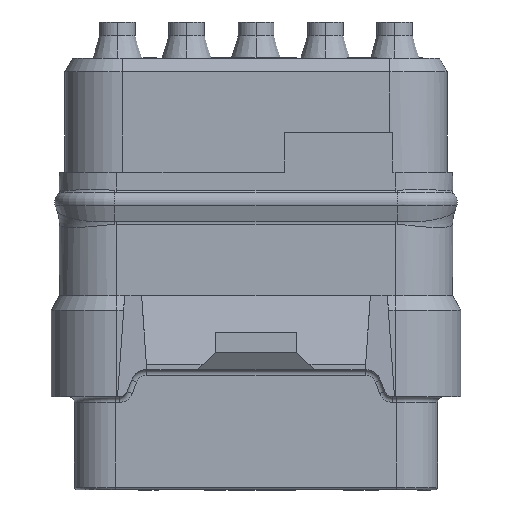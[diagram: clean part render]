
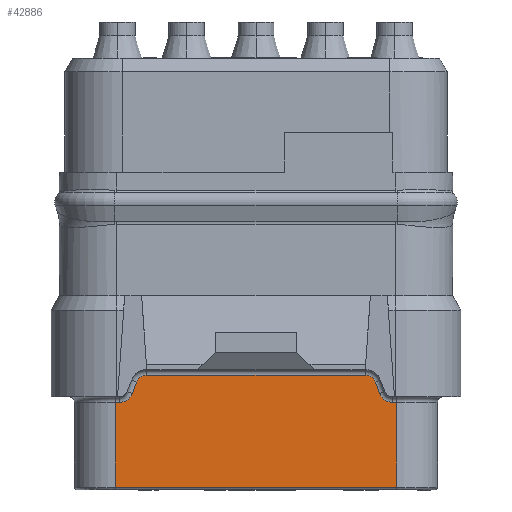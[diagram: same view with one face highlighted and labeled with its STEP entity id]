
A CAD part, front view. The second image highlights one B-rep face of the part: STEP entity #42886.
In plain terms, the highlighted planar face has unit normal (0, -1, 0).
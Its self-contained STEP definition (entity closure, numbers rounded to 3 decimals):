
#2779=DIRECTION('',(-1.,0.,0.));
#2780=VECTOR('',#2779,0.15);
#2781=CARTESIAN_POINT('',(5.15,-5.775,-8.43));
#2782=LINE('',#2781,#2780);
#2783=DIRECTION('',(0.,0.,-1.));
#2784=VECTOR('',#2783,3.11);
#2785=CARTESIAN_POINT('',(5.15,-5.775,-8.43));
#2786=LINE('',#2785,#2784);
#2787=DIRECTION('',(-1.,0.,0.));
#2788=VECTOR('',#2787,0.15);
#2789=CARTESIAN_POINT('',(-5.,-5.775,-8.43));
#2790=LINE('',#2789,#2788);
#2791=CARTESIAN_POINT('',(-5.,-5.775,-7.93));
#2792=DIRECTION('',(0.,1.,0.));
#2793=DIRECTION('',(0.935,0.,-0.354));
#2794=AXIS2_PLACEMENT_3D('',#2791,#2792,#2793);
#2796=DIRECTION('',(-0.354,0.,-0.935));
#2797=VECTOR('',#2796,0.447);
#2798=CARTESIAN_POINT('',(-4.374,-5.775,-7.689));
#2799=LINE('',#2798,#2797);
#2800=CARTESIAN_POINT('',(-4.,-5.775,-7.83));
#2801=DIRECTION('',(0.,-1.,0.));
#2802=DIRECTION('',(0.,0.,1.));
#2803=AXIS2_PLACEMENT_3D('',#2800,#2801,#2802);
#2805=DIRECTION('',(-1.,0.,0.));
#2806=VECTOR('',#2805,8.);
#2807=CARTESIAN_POINT('',(4.,-5.775,-7.43));
#2808=LINE('',#2807,#2806);
#2809=CARTESIAN_POINT('',(4.,-5.775,-7.83));
#2810=DIRECTION('',(0.,-1.,0.));
#2811=DIRECTION('',(0.935,0.,0.354));
#2812=AXIS2_PLACEMENT_3D('',#2809,#2810,#2811);
#2814=DIRECTION('',(-0.354,0.,0.935));
#2815=VECTOR('',#2814,0.447);
#2816=CARTESIAN_POINT('',(4.532,-5.775,-8.107));
#2817=LINE('',#2816,#2815);
#2818=CARTESIAN_POINT('',(5.,-5.775,-7.93));
#2819=DIRECTION('',(0.,1.,0.));
#2820=DIRECTION('',(0.,0.,-1.));
#2821=AXIS2_PLACEMENT_3D('',#2818,#2819,#2820);
#2915=DIRECTION('',(0.,0.,-1.));
#2916=VECTOR('',#2915,3.11);
#2917=CARTESIAN_POINT('',(-5.15,-5.775,-8.43));
#2918=LINE('',#2917,#2916);
#4562=DIRECTION('',(-1.,0.,0.));
#4563=VECTOR('',#4562,10.3);
#4564=CARTESIAN_POINT('',(5.15,-5.775,-11.54));
#4565=LINE('',#4564,#4563);
#30404=CARTESIAN_POINT('',(5.15,-5.775,-11.54));
#30405=VERTEX_POINT('',#30404);
#30406=CARTESIAN_POINT('',(-5.15,-5.775,-11.54));
#30407=VERTEX_POINT('',#30406);
#33484=CARTESIAN_POINT('',(5.15,-5.775,-8.43));
#33485=CARTESIAN_POINT('',(5.,-5.775,-8.43));
#33486=VERTEX_POINT('',#33484);
#33487=VERTEX_POINT('',#33485);
#33490=CARTESIAN_POINT('',(4.532,-5.775,-8.107));
#33491=VERTEX_POINT('',#33490);
#33494=CARTESIAN_POINT('',(4.374,-5.775,-7.689));
#33495=VERTEX_POINT('',#33494);
#33496=CARTESIAN_POINT('',(4.,-5.775,-7.43));
#33497=VERTEX_POINT('',#33496);
#33498=CARTESIAN_POINT('',(-4.,-5.775,-7.43));
#33499=VERTEX_POINT('',#33498);
#33500=CARTESIAN_POINT('',(-4.374,-5.775,-7.689));
#33501=VERTEX_POINT('',#33500);
#33506=CARTESIAN_POINT('',(-4.532,-5.775,-8.107));
#33507=VERTEX_POINT('',#33506);
#33510=CARTESIAN_POINT('',(-5.,-5.775,-8.43));
#33511=VERTEX_POINT('',#33510);
#33514=CARTESIAN_POINT('',(-5.15,-5.775,-8.43));
#33515=VERTEX_POINT('',#33514);
#42864=CARTESIAN_POINT('',(5.15,-5.775,-8.23));
#42865=DIRECTION('',(0.,-1.,0.));
#42866=DIRECTION('',(-1.,0.,0.));
#42867=AXIS2_PLACEMENT_3D('',#42864,#42865,#42866);
#42868=PLANE('',#42867);
#42869=ORIENTED_EDGE('',*,*,#42471,.F.);
#42871=ORIENTED_EDGE('',*,*,#42870,.T.);
#42873=ORIENTED_EDGE('',*,*,#42872,.T.);
#42875=ORIENTED_EDGE('',*,*,#42874,.F.);
#42876=ORIENTED_EDGE('',*,*,#42771,.F.);
#42877=ORIENTED_EDGE('',*,*,#42786,.F.);
#42878=ORIENTED_EDGE('',*,*,#42858,.F.);
#42879=ORIENTED_EDGE('',*,*,#42359,.F.);
#42880=ORIENTED_EDGE('',*,*,#42374,.F.);
#42881=ORIENTED_EDGE('',*,*,#42389,.F.);
#42882=ORIENTED_EDGE('',*,*,#42430,.F.);
#42883=ORIENTED_EDGE('',*,*,#42445,.F.);
#42884=EDGE_LOOP('',(#42869,#42871,#42873,#42875,#42876,#42877,#42878,#42879,
#42880,#42881,#42882,#42883));
#42885=FACE_OUTER_BOUND('',#42884,.F.);
#42886=ADVANCED_FACE('',(#42885),#42868,.T.);
#2795=CIRCLE('',#2794,0.5);
#2804=CIRCLE('',#2803,0.4);
#2813=CIRCLE('',#2812,0.4);
#2822=CIRCLE('',#2821,0.5);
#42359=EDGE_CURVE('',#33499,#33501,#2804,.T.);
#42374=EDGE_CURVE('',#33497,#33499,#2808,.T.);
#42389=EDGE_CURVE('',#33495,#33497,#2813,.T.);
#42430=EDGE_CURVE('',#33491,#33495,#2817,.T.);
#42445=EDGE_CURVE('',#33487,#33491,#2822,.T.);
#42471=EDGE_CURVE('',#33486,#33487,#2782,.T.);
#42771=EDGE_CURVE('',#33511,#33515,#2790,.T.);
#42786=EDGE_CURVE('',#33507,#33511,#2795,.T.);
#42858=EDGE_CURVE('',#33501,#33507,#2799,.T.);
#42870=EDGE_CURVE('',#33486,#30405,#2786,.T.);
#42872=EDGE_CURVE('',#30405,#30407,#4565,.T.);
#42874=EDGE_CURVE('',#33515,#30407,#2918,.T.);
